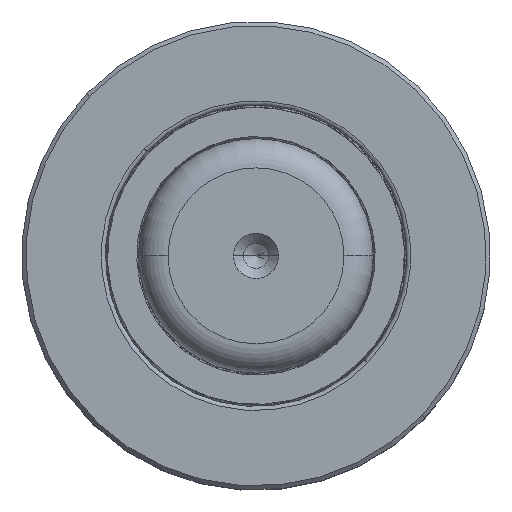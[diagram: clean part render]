
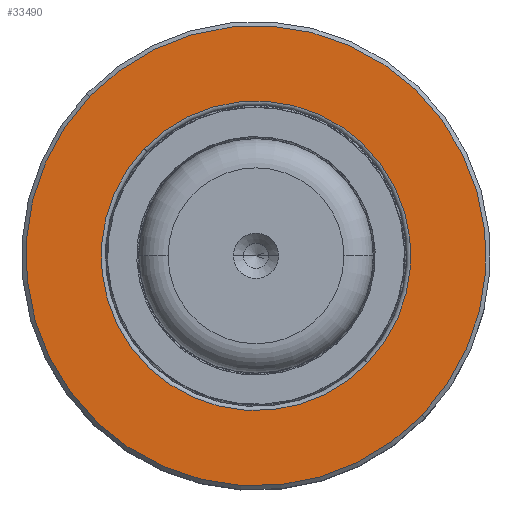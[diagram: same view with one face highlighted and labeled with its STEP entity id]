
A CAD part, top view. The second image highlights one B-rep face of the part: STEP entity #33490.
In plain terms, the highlighted face is planar.
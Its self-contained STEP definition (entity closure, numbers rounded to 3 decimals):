
#856 = AXIS2_PLACEMENT_3D ( 'NONE', #28402, #38351, #17904 ) ;
#964 = DIRECTION ( 'NONE',  ( 0., -1., 0. ) ) ;
#2317 = AXIS2_PLACEMENT_3D ( 'NONE', #41656, #964, #24710 ) ;
#5950 = CARTESIAN_POINT ( 'NONE',  ( 0., 18.687, 0. ) ) ;
#8685 = DIRECTION ( 'NONE',  ( 0., -1., 0. ) ) ;
#9427 = PLANE ( 'NONE',  #11873 ) ;
#9728 = DIRECTION ( 'NONE',  ( 0., 0., 1. ) ) ;
#10165 = ORIENTED_EDGE ( 'NONE', *, *, #41801, .T. ) ;
#10460 = CIRCLE ( 'NONE', #37533, 18.5 ) ;
#11873 = AXIS2_PLACEMENT_3D ( 'NONE', #33183, #40023, #9728 ) ;
#12281 = CARTESIAN_POINT ( 'NONE',  ( 0., 18.687, -27.5 ) ) ;
#12706 = CIRCLE ( 'NONE', #27983, 27.5 ) ;
#15230 = CIRCLE ( 'NONE', #2317, 18.5 ) ;
#15412 = EDGE_LOOP ( 'NONE', ( #40417, #28182 ) ) ;
#15515 = DIRECTION ( 'NONE',  ( 0., 0., -1. ) ) ;
#16192 = CARTESIAN_POINT ( 'NONE',  ( 0., 18.687, -18.5 ) ) ;
#16215 = VERTEX_POINT ( 'NONE', #23218 ) ;
#17904 = DIRECTION ( 'NONE',  ( 0., 0., -1. ) ) ;
#18631 = VERTEX_POINT ( 'NONE', #40551 ) ;
#19182 = EDGE_LOOP ( 'NONE', ( #10165, #31083 ) ) ;
#19703 = EDGE_CURVE ( 'NONE', #30342, #18631, #33564, .T. ) ;
#19755 = DIRECTION ( 'NONE',  ( 0., -1., 0. ) ) ;
#22175 = CARTESIAN_POINT ( 'NONE',  ( 0., 18.687, 0. ) ) ;
#23121 = FACE_BOUND ( 'NONE', #19182, .T. ) ;
#23218 = CARTESIAN_POINT ( 'NONE',  ( 0., 18.687, 18.5 ) ) ;
#23266 = DIRECTION ( 'NONE',  ( 0., 0., -1. ) ) ;
#24710 = DIRECTION ( 'NONE',  ( 0., 0., -1. ) ) ;
#25602 = EDGE_CURVE ( 'NONE', #18631, #30342, #12706, .T. ) ;
#26850 = FACE_OUTER_BOUND ( 'NONE', #15412, .T. ) ;
#27983 = AXIS2_PLACEMENT_3D ( 'NONE', #22175, #8685, #15515 ) ;
#28182 = ORIENTED_EDGE ( 'NONE', *, *, #25602, .F. ) ;
#28402 = CARTESIAN_POINT ( 'NONE',  ( 0., 18.687, 0. ) ) ;
#30342 = VERTEX_POINT ( 'NONE', #12281 ) ;
#31083 = ORIENTED_EDGE ( 'NONE', *, *, #42781, .T. ) ;
#33183 = CARTESIAN_POINT ( 'NONE',  ( 27.5, 18.687, 0. ) ) ;
#33490 = ADVANCED_FACE ( 'NONE', ( #23121, #26850 ), #9427, .T. ) ;
#33564 = CIRCLE ( 'NONE', #856, 27.5 ) ;
#37533 = AXIS2_PLACEMENT_3D ( 'NONE', #5950, #19755, #23266 ) ;
#38066 = VERTEX_POINT ( 'NONE', #16192 ) ;
#38351 = DIRECTION ( 'NONE',  ( 0., -1., 0. ) ) ;
#40023 = DIRECTION ( 'NONE',  ( 0., 1., 0. ) ) ;
#40417 = ORIENTED_EDGE ( 'NONE', *, *, #19703, .F. ) ;
#40551 = CARTESIAN_POINT ( 'NONE',  ( 0., 18.687, 27.5 ) ) ;
#41656 = CARTESIAN_POINT ( 'NONE',  ( 0., 18.687, 0. ) ) ;
#41801 = EDGE_CURVE ( 'NONE', #38066, #16215, #10460, .T. ) ;
#42781 = EDGE_CURVE ( 'NONE', #16215, #38066, #15230, .T. ) ;
